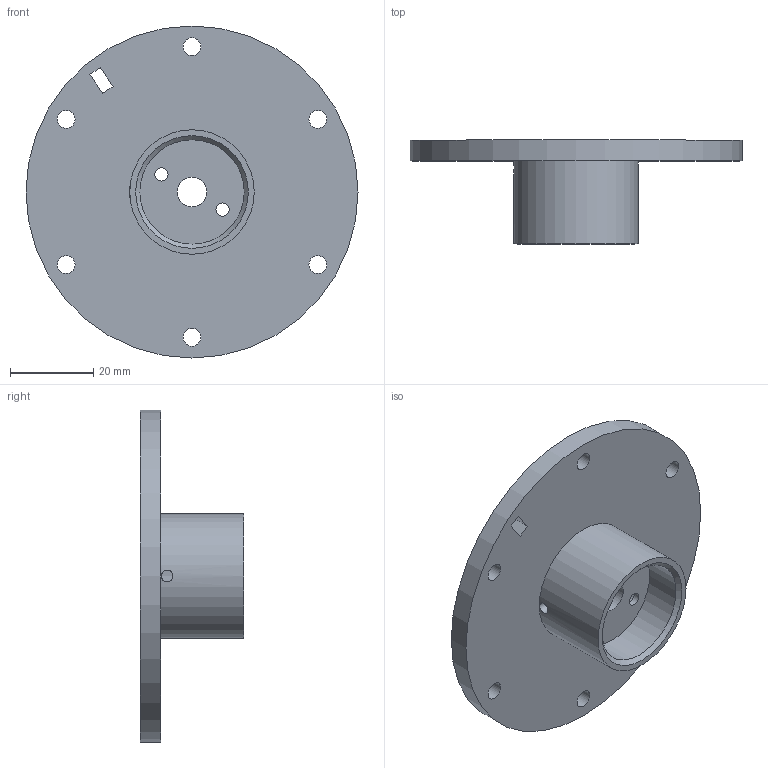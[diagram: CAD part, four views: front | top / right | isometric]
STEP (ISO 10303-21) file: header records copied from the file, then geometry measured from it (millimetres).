
FILE_DESCRIPTION(/* description */ ('STEP AP214'),/* implementation_level */ '2;1');
FILE_NAME(/* name */ '67f71a0bb2acff2e7002bf4e',/* time_stamp */ '2025-04-10T01:08:28Z',/* author */ (''),/* organization */ (''),/* preprocessor_version */ 'ST-DEVELOPER v20',/* originating_system */ 'ONSHAPE BY PTC INC, 1.196',/* authorisation */ ' ');
FILE_SCHEMA (('AUTOMOTIVE_DESIGN {1 0 10303 214 3 1 1}'));
Length unit declared in the file: metre
Products named in the file (1): Cover_Bottom
Bounding box: 80 x 25 x 80 mm (x, y, z)
Volume: 23288.6 mm3; surface area: 15383.9 mm2
Topology: 1 solids, 1 shells, 31 faces, 72 edges, 48 vertices
Faces by surface type: cylinder 17, plane 12, cone 2
Full cylindrical faces by diameter (mm): 2.8 x1, 3.2 x2, 4.3 x6, 6.5 x2, 7.15 x1, 25.15 x1, 25.5 x1, 30 x1, 60 x1, 80 x1
Entity records: 854 total; most frequent: DIRECTION 144, CARTESIAN_POINT 144, ORIENTED_EDGE 96, EDGE_LOOP 78, FACE_BOUND 78, AXIS2_PLACEMENT_3D 66, EDGE_CURVE 48, VERTEX_POINT 44
